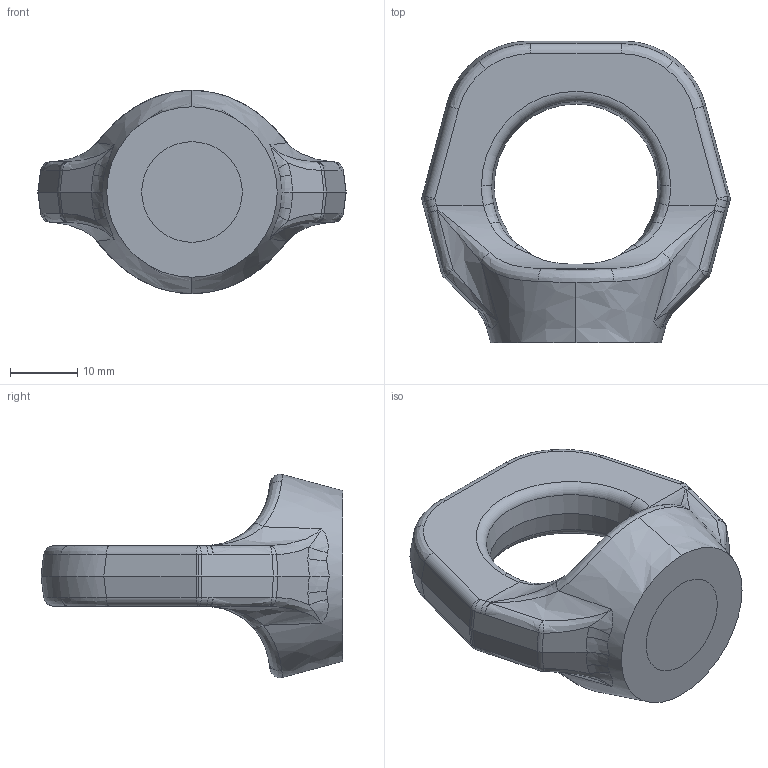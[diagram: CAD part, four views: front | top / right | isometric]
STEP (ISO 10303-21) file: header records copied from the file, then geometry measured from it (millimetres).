
FILE_DESCRIPTION(('FreeCAD Model'),'2;1');
FILE_NAME('clm-71420-simplifiemm.stp', '2021-01-15T13:57:59',('FreeCAD'),('FreeCAD'), 'Open CASCADE STEP processor 7.3','FreeCAD','Unknown');
FILE_SCHEMA(('CONFIG_CONTROL_DESIGN'));
Length unit declared in the file: millimetre
Products named in the file (1): Open CASCADE STEP translator 7.3 1
Bounding box: 45.93 x 44.96 x 30.29 mm (x, y, z)
Volume: 14448.9 mm3; surface area: 5273.7 mm2
Topology: 1 solids, 1 shells, 144 faces, 336 edges, 190 vertices
Faces by surface type: bspline 61, cylinder 30, plane 22, cone 13, sphere 12, torus 6
Entity records: 19635 total; most frequent: CARTESIAN_POINT 14400, ORIENTED_EDGE 664, PCURVE 664, DEFINITIONAL_REPRESENTATION 664, B_SPLINE_CURVE_WITH_KNOTS 660, DIRECTION 547, EDGE_CURVE 332, SURFACE_CURVE 332
